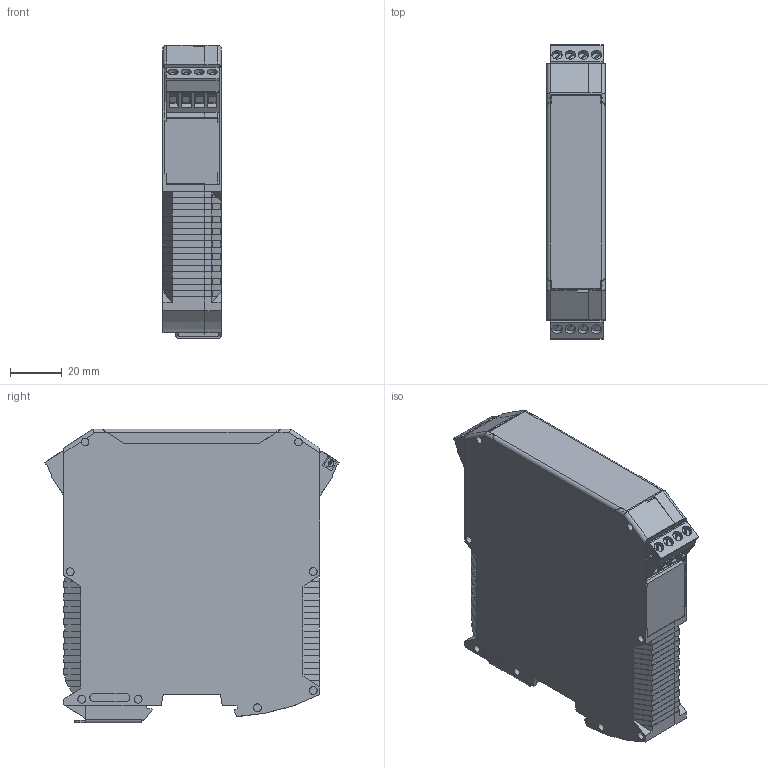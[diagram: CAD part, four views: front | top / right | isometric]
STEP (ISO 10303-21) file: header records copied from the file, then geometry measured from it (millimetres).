
FILE_DESCRIPTION (( 'STEP AP214' ), '1' );
FILE_NAME ('MOSAIC-MBEI.STEP', '2018-05-10T15:17:02', ( '' ), ( '' ), 'SwSTEP 2.0', 'SolidWorks 2017', '' );
FILE_SCHEMA (( 'AUTOMOTIVE_DESIGN' ));
Length unit declared in the file: inch
Products named in the file (1): MOSAIC-MBEI
Bounding box: 22.6 x 113.74 x 113.6 mm (x, y, z)
Volume: 58919.6 mm3; surface area: 79066.6 mm2
Topology: 9 solids, 9 shells, 1361 faces, 3601 edges, 2344 vertices
Faces by surface type: plane 1153, cylinder 189, sphere 8, bspline 8, torus 2, cone 1
Full cylindrical faces by diameter (mm): 0.609 x2, 1.35 x2, 1.4 x8, 1.6 x1, 2.8 x7, 3 x21, 3.783 x8, 4 x8, 4.5 x1
Entity records: 41605 total; most frequent: CARTESIAN_POINT 8092, ORIENTED_EDGE 7052, DIRECTION 6485, EDGE_CURVE 3526, LINE 2979, VECTOR 2979, VERTEX_POINT 2330, AXIS2_PLACEMENT_3D 1753
